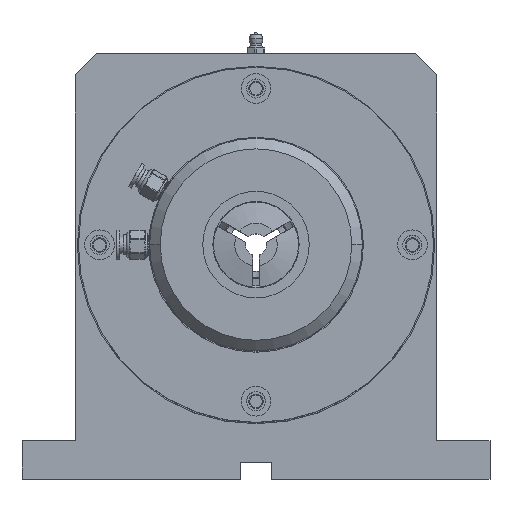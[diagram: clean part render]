
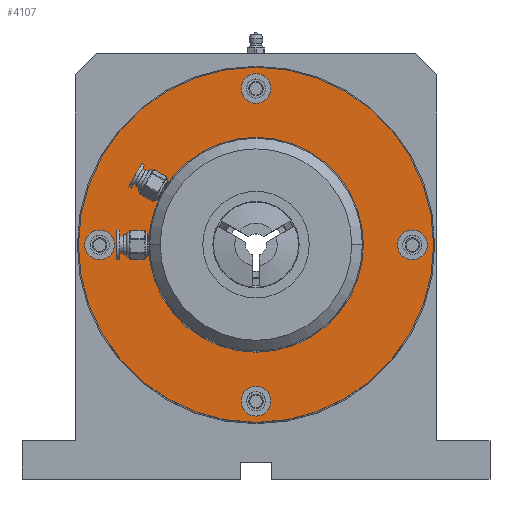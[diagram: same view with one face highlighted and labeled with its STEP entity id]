
A CAD part, top view. The second image highlights one B-rep face of the part: STEP entity #4107.
In plain terms, the highlighted face is planar.
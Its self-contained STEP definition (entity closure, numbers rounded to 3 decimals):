
#175 = VERTEX_POINT ( 'NONE', #24047 ) ;
#729 = DIRECTION ( 'NONE',  ( 0., -1., 0. ) ) ;
#929 = EDGE_CURVE ( 'NONE', #26030, #3325, #41269, .T. ) ;
#981 = DIRECTION ( 'NONE',  ( -1., 0., 0. ) ) ;
#1832 = DIRECTION ( 'NONE',  ( -1., 0., 0. ) ) ;
#1873 = CIRCLE ( 'NONE', #51384, 7. ) ;
#1994 = CARTESIAN_POINT ( 'NONE',  ( -89.405, 125.18, 167. ) ) ;
#3165 = DIRECTION ( 'NONE',  ( 0., 0., 1. ) ) ;
#3325 = VERTEX_POINT ( 'NONE', #14864 ) ;
#3436 = DIRECTION ( 'NONE',  ( 1., 0., 0. ) ) ;
#3634 = AXIS2_PLACEMENT_3D ( 'NONE', #27473, #23626, #40514 ) ;
#3674 = EDGE_CURVE ( 'NONE', #23110, #29903, #53472, .T. ) ;
#4107 = ADVANCED_FACE ( 'NONE', ( #39742, #26162, #48038, #43071, #52195, #22029 ), #31123, .F. ) ;
#4539 = CIRCLE ( 'NONE', #3634, 7. ) ;
#5916 = AXIS2_PLACEMENT_3D ( 'NONE', #44485, #1832, #14840 ) ;
#5988 = DIRECTION ( 'NONE',  ( 0., 0., 1. ) ) ;
#6309 = CARTESIAN_POINT ( 'NONE',  ( -89.405, 51.68, 217.5 ) ) ;
#7561 = CARTESIAN_POINT ( 'NONE',  ( -89.405, -21.82, 174. ) ) ;
#7632 = CARTESIAN_POINT ( 'NONE',  ( -89.405, -21.82, 167. ) ) ;
#7798 = CARTESIAN_POINT ( 'NONE',  ( -89.405, -21.82, 160. ) ) ;
#8128 = ORIENTED_EDGE ( 'NONE', *, *, #20677, .F. ) ;
#8291 = VERTEX_POINT ( 'NONE', #7561 ) ;
#8306 = VERTEX_POINT ( 'NONE', #40749 ) ;
#8857 = ORIENTED_EDGE ( 'NONE', *, *, #52432, .F. ) ;
#10770 = AXIS2_PLACEMENT_3D ( 'NONE', #11156, #45195, #41035 ) ;
#10853 = DIRECTION ( 'NONE',  ( 0., 0., -1. ) ) ;
#11156 = CARTESIAN_POINT ( 'NONE',  ( -89.405, 51.68, 240.5 ) ) ;
#11484 = CARTESIAN_POINT ( 'NONE',  ( -89.405, 51.68, 167. ) ) ;
#11988 = ORIENTED_EDGE ( 'NONE', *, *, #52752, .F. ) ;
#13687 = ORIENTED_EDGE ( 'NONE', *, *, #54625, .F. ) ;
#14248 = CARTESIAN_POINT ( 'NONE',  ( -89.405, 135.18, 167. ) ) ;
#14320 = AXIS2_PLACEMENT_3D ( 'NONE', #30447, #22176, #29632 ) ;
#14456 = EDGE_LOOP ( 'NONE', ( #8128, #19881 ) ) ;
#14840 = DIRECTION ( 'NONE',  ( 0., 0., 1. ) ) ;
#14864 = CARTESIAN_POINT ( 'NONE',  ( -89.405, 51.68, 250.5 ) ) ;
#15049 = AXIS2_PLACEMENT_3D ( 'NONE', #14248, #981, #5988 ) ;
#15866 = DIRECTION ( 'NONE',  ( -1., 0., 0. ) ) ;
#16052 = ORIENTED_EDGE ( 'NONE', *, *, #28386, .F. ) ;
#16068 = DIRECTION ( 'NONE',  ( 1., 0., 0. ) ) ;
#16206 = AXIS2_PLACEMENT_3D ( 'NONE', #11484, #15866, #41088 ) ;
#16779 = DIRECTION ( 'NONE',  ( 1., 0., 0. ) ) ;
#17267 = VERTEX_POINT ( 'NONE', #41594 ) ;
#17433 = AXIS2_PLACEMENT_3D ( 'NONE', #34300, #39310, #17982 ) ;
#17982 = DIRECTION ( 'NONE',  ( 0., 0., 1. ) ) ;
#18717 = VERTEX_POINT ( 'NONE', #6309 ) ;
#18746 = AXIS2_PLACEMENT_3D ( 'NONE', #7632, #3436, #3165 ) ;
#18905 = ORIENTED_EDGE ( 'NONE', *, *, #929, .F. ) ;
#19074 = EDGE_LOOP ( 'NONE', ( #13687, #18905 ) ) ;
#19668 = CIRCLE ( 'NONE', #18746, 7. ) ;
#19881 = ORIENTED_EDGE ( 'NONE', *, *, #52550, .F. ) ;
#20677 = EDGE_CURVE ( 'NONE', #8306, #33398, #32217, .T. ) ;
#20749 = CARTESIAN_POINT ( 'NONE',  ( -89.405, 51.68, 83.5 ) ) ;
#21077 = CIRCLE ( 'NONE', #48515, 7. ) ;
#22029 = FACE_BOUND ( 'NONE', #52036, .T. ) ;
#22176 = DIRECTION ( 'NONE',  ( 1., 0., 0. ) ) ;
#22772 = DIRECTION ( 'NONE',  ( 1., 0., 0. ) ) ;
#23110 = VERTEX_POINT ( 'NONE', #30653 ) ;
#23272 = CIRCLE ( 'NONE', #16206, 83.5 ) ;
#23626 = DIRECTION ( 'NONE',  ( 1., 0., 0. ) ) ;
#24047 = CARTESIAN_POINT ( 'NONE',  ( -89.405, 44.68, 93.5 ) ) ;
#24200 = EDGE_LOOP ( 'NONE', ( #8857, #16052 ) ) ;
#26030 = VERTEX_POINT ( 'NONE', #20749 ) ;
#26162 = FACE_BOUND ( 'NONE', #24200, .T. ) ;
#27413 = DIRECTION ( 'NONE',  ( 1., 0., 0. ) ) ;
#27473 = CARTESIAN_POINT ( 'NONE',  ( -89.405, 51.68, 93.5 ) ) ;
#28386 = EDGE_CURVE ( 'NONE', #17267, #175, #34414, .T. ) ;
#28529 = CARTESIAN_POINT ( 'NONE',  ( -89.405, -21.82, 167. ) ) ;
#29514 = AXIS2_PLACEMENT_3D ( 'NONE', #37090, #27413, #10853 ) ;
#29632 = DIRECTION ( 'NONE',  ( 0., 1., 0. ) ) ;
#29903 = VERTEX_POINT ( 'NONE', #47015 ) ;
#30447 = CARTESIAN_POINT ( 'NONE',  ( -89.405, 51.68, 240.5 ) ) ;
#30523 = ORIENTED_EDGE ( 'NONE', *, *, #41390, .F. ) ;
#30653 = CARTESIAN_POINT ( 'NONE',  ( -89.405, 58.68, 240.5 ) ) ;
#31123 = PLANE ( 'NONE',  #15049 ) ;
#31428 = VERTEX_POINT ( 'NONE', #7798 ) ;
#32217 = CIRCLE ( 'NONE', #29514, 7. ) ;
#33206 = ORIENTED_EDGE ( 'NONE', *, *, #3674, .F. ) ;
#33398 = VERTEX_POINT ( 'NONE', #49686 ) ;
#33472 = EDGE_LOOP ( 'NONE', ( #33206, #11988 ) ) ;
#33842 = EDGE_LOOP ( 'NONE', ( #30523, #49845 ) ) ;
#34300 = CARTESIAN_POINT ( 'NONE',  ( -89.405, 51.68, 167. ) ) ;
#34414 = CIRCLE ( 'NONE', #43301, 7. ) ;
#36901 = EDGE_CURVE ( 'NONE', #18717, #18717, #50989, .T. ) ;
#37090 = CARTESIAN_POINT ( 'NONE',  ( -89.405, 125.18, 167. ) ) ;
#38325 = EDGE_CURVE ( 'NONE', #31428, #8291, #21077, .T. ) ;
#39310 = DIRECTION ( 'NONE',  ( 1., 0., 0. ) ) ;
#39742 = FACE_OUTER_BOUND ( 'NONE', #19074, .T. ) ;
#40514 = DIRECTION ( 'NONE',  ( 0., -1., 0. ) ) ;
#40749 = CARTESIAN_POINT ( 'NONE',  ( -89.405, 125.18, 160. ) ) ;
#41035 = DIRECTION ( 'NONE',  ( 0., 1., 0. ) ) ;
#41088 = DIRECTION ( 'NONE',  ( 0., 0., 1. ) ) ;
#41269 = CIRCLE ( 'NONE', #5916, 83.5 ) ;
#41390 = EDGE_CURVE ( 'NONE', #8291, #31428, #19668, .T. ) ;
#41594 = CARTESIAN_POINT ( 'NONE',  ( -89.405, 58.68, 93.5 ) ) ;
#43071 = FACE_BOUND ( 'NONE', #33472, .T. ) ;
#43301 = AXIS2_PLACEMENT_3D ( 'NONE', #54667, #16779, #729 ) ;
#44485 = CARTESIAN_POINT ( 'NONE',  ( -89.405, 51.68, 167. ) ) ;
#45195 = DIRECTION ( 'NONE',  ( 1., 0., 0. ) ) ;
#45256 = CIRCLE ( 'NONE', #10770, 7. ) ;
#47015 = CARTESIAN_POINT ( 'NONE',  ( -89.405, 44.68, 240.5 ) ) ;
#47673 = DIRECTION ( 'NONE',  ( 0., 0., -1. ) ) ;
#48038 = FACE_BOUND ( 'NONE', #33842, .T. ) ;
#48515 = AXIS2_PLACEMENT_3D ( 'NONE', #28529, #16068, #49862 ) ;
#49686 = CARTESIAN_POINT ( 'NONE',  ( -89.405, 125.18, 174. ) ) ;
#49845 = ORIENTED_EDGE ( 'NONE', *, *, #38325, .F. ) ;
#49862 = DIRECTION ( 'NONE',  ( 0., 0., 1. ) ) ;
#50644 = ORIENTED_EDGE ( 'NONE', *, *, #36901, .F. ) ;
#50989 = CIRCLE ( 'NONE', #17433, 50.5 ) ;
#51384 = AXIS2_PLACEMENT_3D ( 'NONE', #1994, #22772, #47673 ) ;
#52036 = EDGE_LOOP ( 'NONE', ( #50644 ) ) ;
#52195 = FACE_BOUND ( 'NONE', #14456, .T. ) ;
#52432 = EDGE_CURVE ( 'NONE', #175, #17267, #4539, .T. ) ;
#52550 = EDGE_CURVE ( 'NONE', #33398, #8306, #1873, .T. ) ;
#52752 = EDGE_CURVE ( 'NONE', #29903, #23110, #45256, .T. ) ;
#53472 = CIRCLE ( 'NONE', #14320, 7. ) ;
#54625 = EDGE_CURVE ( 'NONE', #3325, #26030, #23272, .T. ) ;
#54667 = CARTESIAN_POINT ( 'NONE',  ( -89.405, 51.68, 93.5 ) ) ;
